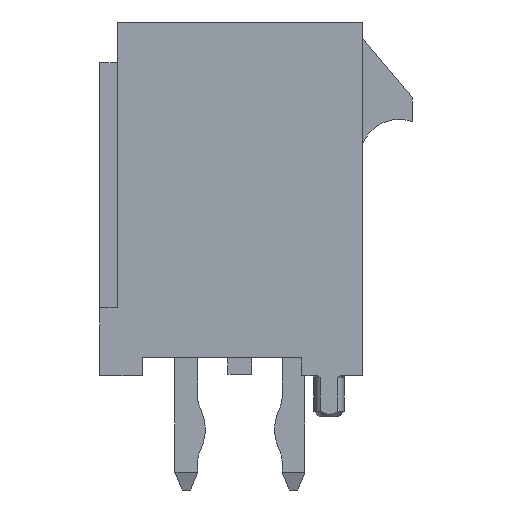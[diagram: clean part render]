
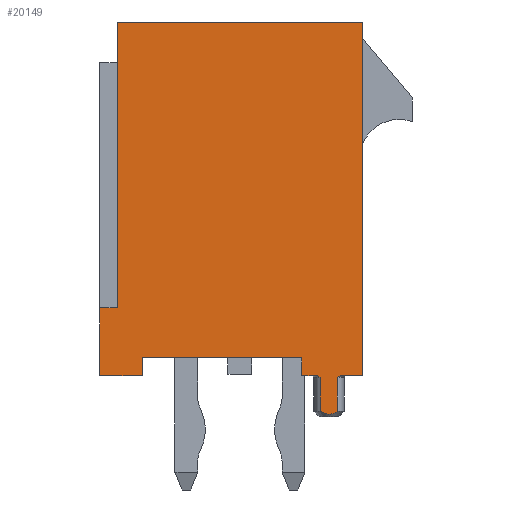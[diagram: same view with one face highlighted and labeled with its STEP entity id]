
A CAD part, left-side view. The second image highlights one B-rep face of the part: STEP entity #20149.
In plain terms, the highlighted face is planar.
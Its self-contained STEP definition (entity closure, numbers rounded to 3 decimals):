
#171=B_SPLINE_CURVE_WITH_KNOTS('',3,(#26291,#26292,#26293,#26294),
 .UNSPECIFIED.,.F.,.F.,(4,4),(0.,0.),
 .UNSPECIFIED.);
#175=B_SPLINE_CURVE_WITH_KNOTS('',3,(#26320,#26321,#26322,#26323),
 .UNSPECIFIED.,.F.,.F.,(4,4),(0.,0.),.UNSPECIFIED.);
#178=B_SPLINE_CURVE_WITH_KNOTS('',3,(#26344,#26345,#26346,#26347),
 .UNSPECIFIED.,.F.,.F.,(4,4),(0.,1.),.UNSPECIFIED.);
#1648=ORIENTED_EDGE('',*,*,#4951,.F.);
#1649=ORIENTED_EDGE('',*,*,#4946,.T.);
#1650=ORIENTED_EDGE('',*,*,#4949,.T.);
#1651=ORIENTED_EDGE('',*,*,#4939,.T.);
#1652=ORIENTED_EDGE('',*,*,#5549,.T.);
#1653=ORIENTED_EDGE('',*,*,#5547,.T.);
#1654=ORIENTED_EDGE('',*,*,#5550,.T.);
#1655=ORIENTED_EDGE('',*,*,#5551,.T.);
#1656=ORIENTED_EDGE('',*,*,#4960,.F.);
#1657=ORIENTED_EDGE('',*,*,#4955,.T.);
#1658=ORIENTED_EDGE('',*,*,#5552,.T.);
#1659=ORIENTED_EDGE('',*,*,#5528,.F.);
#1660=ORIENTED_EDGE('',*,*,#5553,.T.);
#1661=ORIENTED_EDGE('',*,*,#5034,.F.);
#1662=ORIENTED_EDGE('',*,*,#5554,.T.);
#1663=ORIENTED_EDGE('',*,*,#4931,.T.);
#4931=EDGE_CURVE('',#7030,#7031,#171,.T.);
#4939=EDGE_CURVE('',#7037,#7038,#175,.T.);
#4946=EDGE_CURVE('',#7044,#7043,#178,.T.);
#4949=EDGE_CURVE('',#7043,#7037,#8447,.T.);
#4951=EDGE_CURVE('',#7044,#7031,#8449,.T.);
#4955=EDGE_CURVE('',#7046,#7048,#8453,.T.);
#4960=EDGE_CURVE('',#7046,#7051,#8458,.T.);
#5034=EDGE_CURVE('',#7109,#7107,#8532,.T.);
#5528=EDGE_CURVE('',#7451,#7450,#9009,.T.);
#5547=EDGE_CURVE('',#7465,#7464,#9028,.T.);
#5549=EDGE_CURVE('',#7038,#7465,#9030,.T.);
#5550=EDGE_CURVE('',#7464,#7466,#9031,.T.);
#5551=EDGE_CURVE('',#7466,#7051,#9032,.T.);
#5552=EDGE_CURVE('',#7048,#7450,#9033,.T.);
#5553=EDGE_CURVE('',#7451,#7107,#9034,.T.);
#5554=EDGE_CURVE('',#7109,#7030,#9035,.T.);
#7030=VERTEX_POINT('',#26295);
#7031=VERTEX_POINT('',#26296);
#7037=VERTEX_POINT('',#26324);
#7038=VERTEX_POINT('',#26325);
#7043=VERTEX_POINT('',#26343);
#7044=VERTEX_POINT('',#26348);
#7046=VERTEX_POINT('',#26361);
#7048=VERTEX_POINT('',#26365);
#7051=VERTEX_POINT('',#26375);
#7107=VERTEX_POINT('',#26524);
#7109=VERTEX_POINT('',#26528);
#7450=VERTEX_POINT('',#27516);
#7451=VERTEX_POINT('',#27521);
#7464=VERTEX_POINT('',#27559);
#7465=VERTEX_POINT('',#27561);
#7466=VERTEX_POINT('',#27566);
#8447=LINE('',#26353,#10478);
#8449=LINE('',#26357,#10480);
#8453=LINE('',#26366,#10484);
#8458=LINE('',#26376,#10489);
#8532=LINE('',#26529,#10563);
#9009=LINE('',#27522,#11040);
#9028=LINE('',#27560,#11059);
#9030=LINE('',#27564,#11061);
#9031=LINE('',#27565,#11062);
#9032=LINE('',#27567,#11063);
#9033=LINE('',#27568,#11064);
#9034=LINE('',#27569,#11065);
#9035=LINE('',#27570,#11066);
#10478=VECTOR('',#22198,1000.);
#10480=VECTOR('',#22204,1000.);
#10484=VECTOR('',#22210,1000.);
#10489=VECTOR('',#22219,1000.);
#10563=VECTOR('',#22335,1000.);
#11040=VECTOR('',#23096,1000.);
#11059=VECTOR('',#23127,1000.);
#11061=VECTOR('',#23131,1000.);
#11062=VECTOR('',#23132,1000.);
#11063=VECTOR('',#23133,1000.);
#11064=VECTOR('',#23134,1000.);
#11065=VECTOR('',#23135,1000.);
#11066=VECTOR('',#23136,1000.);
#12325=EDGE_LOOP('',(#1648,#1649,#1650,#1651,#1652,#1653,#1654,#1655,#1656,
#1657,#1658,#1659,#1660,#1661,#1662,#1663));
#13144=FACE_BOUND('',#12325,.T.);
#13933=PLANE('',#20954);
#20149=ADVANCED_FACE('',(#13144),#13933,.T.);
#20954=AXIS2_PLACEMENT_3D('',#27563,#23129,#23130);
#22198=DIRECTION('',(0.,0.,1.));
#22204=DIRECTION('',(0.,0.,1.));
#22210=DIRECTION('',(0.,0.,-1.));
#22219=DIRECTION('',(-1.,0.,0.));
#22335=DIRECTION('',(0.,0.,1.));
#23096=DIRECTION('',(0.,0.,-1.));
#23127=DIRECTION('',(0.,0.,1.));
#23129=DIRECTION('',(0.,1.,0.));
#23130=DIRECTION('',(0.,0.,1.));
#23131=DIRECTION('',(-1.,0.,0.));
#23132=DIRECTION('',(1.,0.,0.));
#23133=DIRECTION('',(0.,0.,-1.));
#23134=DIRECTION('',(-1.,0.,0.));
#23135=DIRECTION('',(-1.,0.,0.));
#23136=DIRECTION('',(-1.,0.,0.));
#26291=CARTESIAN_POINT('',(-2.169,13.85,-4.95));
#26292=CARTESIAN_POINT('',(-2.195,13.85,-4.968));
#26293=CARTESIAN_POINT('',(-2.222,13.85,-4.984));
#26294=CARTESIAN_POINT('',(-2.249,13.85,-5.));
#26295=CARTESIAN_POINT('',(-2.169,13.85,-4.95));
#26296=CARTESIAN_POINT('',(-2.249,13.85,-5.));
#26320=CARTESIAN_POINT('',(-2.731,13.85,-5.));
#26321=CARTESIAN_POINT('',(-2.758,13.85,-4.984));
#26322=CARTESIAN_POINT('',(-2.785,13.85,-4.968));
#26323=CARTESIAN_POINT('',(-2.811,13.85,-4.95));
#26324=CARTESIAN_POINT('',(-2.731,13.85,-5.));
#26325=CARTESIAN_POINT('',(-2.811,13.85,-4.95));
#26343=CARTESIAN_POINT('',(-2.731,13.85,-5.95));
#26344=CARTESIAN_POINT('',(-2.249,13.85,-5.95));
#26345=CARTESIAN_POINT('',(-2.424,13.85,-6.05));
#26346=CARTESIAN_POINT('',(-2.554,13.85,-6.05));
#26347=CARTESIAN_POINT('',(-2.731,13.85,-5.95));
#26348=CARTESIAN_POINT('',(-2.249,13.85,-5.95));
#26353=CARTESIAN_POINT('',(-2.731,13.85,-6.1));
#26357=CARTESIAN_POINT('',(-2.249,13.85,-6.1));
#26361=CARTESIAN_POINT('',(3.93,13.85,-3.05));
#26365=CARTESIAN_POINT('',(3.93,13.85,-4.95));
#26366=CARTESIAN_POINT('',(3.93,13.85,-3.05));
#26375=CARTESIAN_POINT('',(3.43,13.85,-3.05));
#26376=CARTESIAN_POINT('',(3.93,13.85,-3.05));
#26524=CARTESIAN_POINT('',(-1.73,13.85,-4.45));
#26528=CARTESIAN_POINT('',(-1.73,13.85,-4.95));
#26529=CARTESIAN_POINT('',(-1.73,13.85,-4.95));
#27516=CARTESIAN_POINT('',(2.73,13.85,-4.95));
#27521=CARTESIAN_POINT('',(2.73,13.85,-4.45));
#27522=CARTESIAN_POINT('',(2.73,13.85,-4.45));
#27559=CARTESIAN_POINT('',(-3.43,13.85,4.95));
#27560=CARTESIAN_POINT('',(-3.43,13.85,-4.95));
#27561=CARTESIAN_POINT('',(-3.43,13.85,-4.95));
#27563=CARTESIAN_POINT('',(0.,13.85,0.));
#27564=CARTESIAN_POINT('',(3.43,13.85,-4.95));
#27565=CARTESIAN_POINT('',(-3.43,13.85,4.95));
#27566=CARTESIAN_POINT('',(3.43,13.85,4.95));
#27567=CARTESIAN_POINT('',(3.43,13.85,4.95));
#27568=CARTESIAN_POINT('',(3.43,13.85,-4.95));
#27569=CARTESIAN_POINT('',(-2.73,13.85,-4.45));
#27570=CARTESIAN_POINT('',(3.43,13.85,-4.95));
